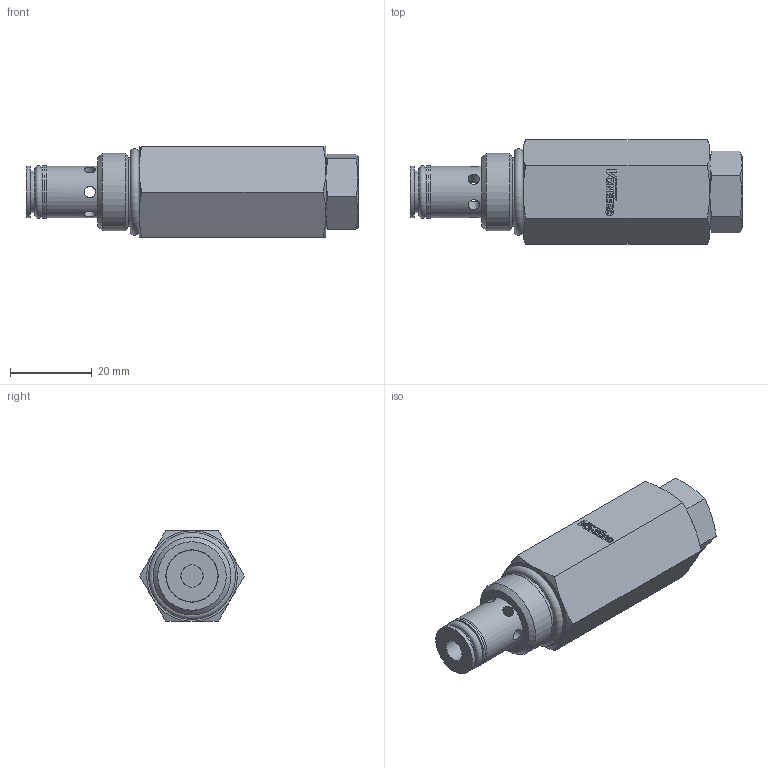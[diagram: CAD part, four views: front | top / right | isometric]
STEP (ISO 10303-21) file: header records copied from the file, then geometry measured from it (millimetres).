
FILE_DESCRIPTION((''),'2;1');
FILE_NAME('49045.stp','2015-01-19T11:58:34',('jml'),(''),'Autodesk Inventor 2010','Autodesk Inventor 2010','');
FILE_SCHEMA(('AUTOMOTIVE_DESIGN { 1 0 10303 214 1 1 1 1 }'));
Length unit declared in the file: inch
Products named in the file (7): 49045 (LevelofDetail1); 220511; 906 O-RING; 908 O-RING; 012 O-RING; 012 BACKUP; 990025
Assembly tree (6 placements, depth 2):
  49045 (LevelofDetail1)
    220511
    906 O-RING
    908 O-RING
    012 O-RING
    012 BACKUP
    990025
Bounding box: 81.28 x 25.66 x 22.23 mm (x, y, z)
Volume: 22031.7 mm3; surface area: 10524.8 mm2
Topology: 6 solids, 6 shells, 168 faces, 404 edges, 254 vertices
Faces by surface type: plane 100, cylinder 30, cone 30, bspline 4, torus 4
Full cylindrical faces by diameter (mm): 1.044 x1, 2.769 x6, 9.754 x1, 10.109 x1, 12.243 x1, 12.649 x2, 12.751 x1, 14.288 x1, 16.815 x1, 19.05 x1
Entity records: 5358 total; most frequent: CARTESIAN_POINT 1365, DIRECTION 747, ORIENTED_EDGE 740, EDGE_CURVE 370, AXIS2_PLACEMENT_3D 266, VERTEX_POINT 248, EDGE_LOOP 224, VECTOR 215
